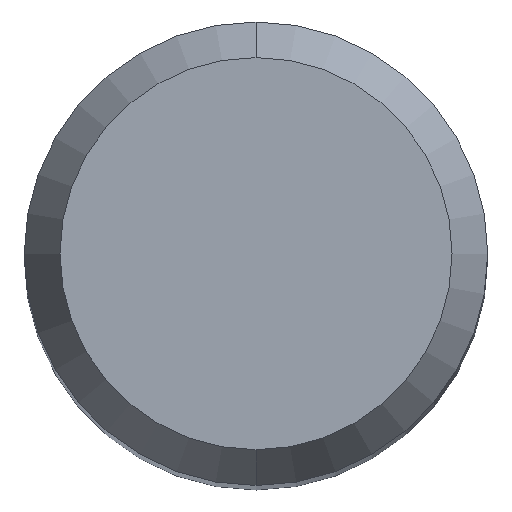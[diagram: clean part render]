
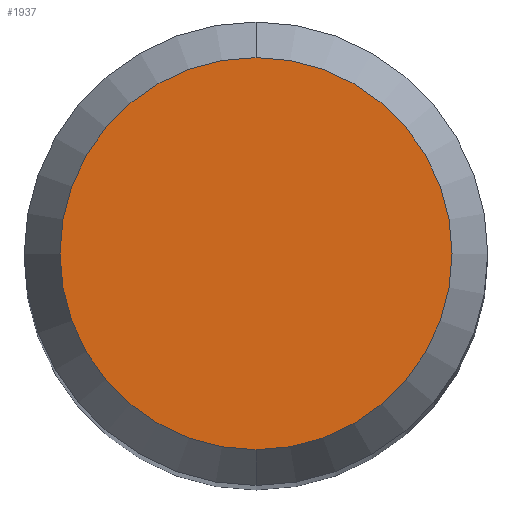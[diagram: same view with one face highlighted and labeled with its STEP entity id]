
A CAD part, top view. The second image highlights one B-rep face of the part: STEP entity #1937.
In plain terms, the highlighted planar face has unit normal (0, 0, 1).
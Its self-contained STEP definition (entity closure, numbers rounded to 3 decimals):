
#935=VERTEX_POINT('',#2651);
#1129=VERTEX_POINT('',#2864);
#1165=EDGE_CURVE('',#1129,#935,#2903,.T.);
#1241=EDGE_CURVE('',#935,#1129,#2981,.T.);
#1937=ADVANCED_FACE('',(#3741),#3742,.T.);
#2651=CARTESIAN_POINT('',(0.,-2.538,0.0));
#2864=CARTESIAN_POINT('',(0.0,2.538,0.0));
#2903=CIRCLE('',#7345,2.538);
#2981=CIRCLE('',#7846,2.538);
#3741=FACE_OUTER_BOUND('',#14236,.T.);
#3742=PLANE('',#14237);
#7345=AXIS2_PLACEMENT_3D('',#20301,#20302,#20303);
#7846=AXIS2_PLACEMENT_3D('',#20337,#20338,#20339);
#14236=EDGE_LOOP('',(#21101,#21102));
#14237=AXIS2_PLACEMENT_3D('',#21103,#21104,#21105);
#20301=CARTESIAN_POINT('',(0.0,0.0,0.0));
#20302=DIRECTION('',(0.0,0.0,-1.0));
#20303=DIRECTION('',(0.0,1.0,0.0));
#20337=CARTESIAN_POINT('',(0.0,0.0,0.0));
#20338=DIRECTION('',(0.0,0.0,-1.0));
#20339=DIRECTION('',(0.0,1.0,0.0));
#21101=ORIENTED_EDGE('',*,*,#1165,.F.);
#21102=ORIENTED_EDGE('',*,*,#1241,.F.);
#21103=CARTESIAN_POINT('',(0.0,1.269,0.0));
#21104=DIRECTION('',(-0.0,0.0,1.0));
#21105=DIRECTION('',(0.0,-1.0,0.0));
